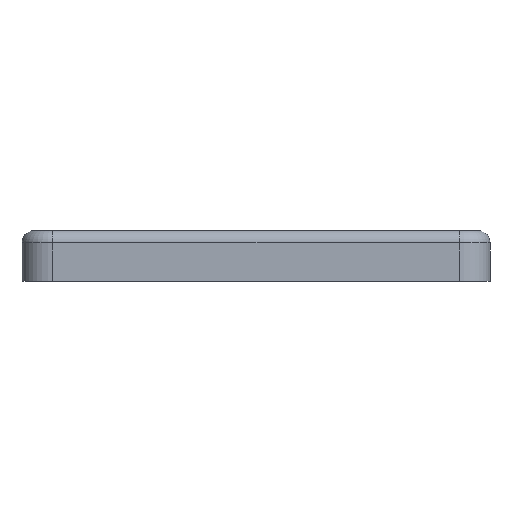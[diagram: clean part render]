
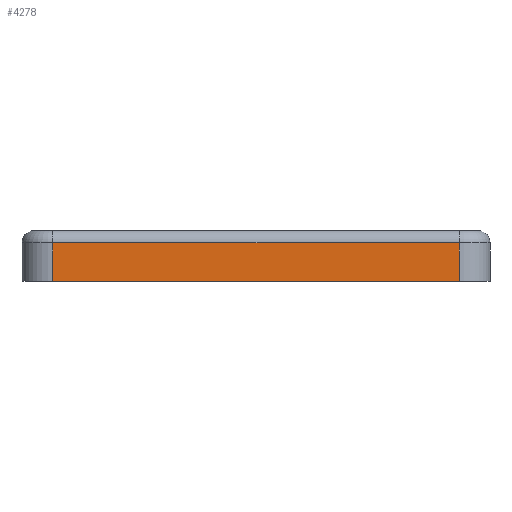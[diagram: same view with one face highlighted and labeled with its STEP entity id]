
A CAD part, left-side view. The second image highlights one B-rep face of the part: STEP entity #4278.
In plain terms, the highlighted planar face has unit normal (-1, 0, 0).
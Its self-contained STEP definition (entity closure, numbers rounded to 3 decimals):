
#1878 = CYLINDRICAL_SURFACE('',#1879,2.);
#1879 = AXIS2_PLACEMENT_3D('',#1880,#1881,#1882);
#1880 = CARTESIAN_POINT('',(-14.9,-13.15,0.));
#1881 = DIRECTION('',(-0.,-0.,-1.));
#1882 = DIRECTION('',(1.,0.,0.));
#1904 = PLANE('',#1905);
#1905 = AXIS2_PLACEMENT_3D('',#1906,#1907,#1908);
#1906 = CARTESIAN_POINT('',(0.,0.,0.)
  );
#1907 = DIRECTION('',(0.,0.,1.));
#1908 = DIRECTION('',(1.,0.,0.));
#2134 = CYLINDRICAL_SURFACE('',#2135,0.8);
#2135 = AXIS2_PLACEMENT_3D('',#2136,#2137,#2138);
#2136 = CARTESIAN_POINT('',(-16.1,-13.15,2.5));
#2137 = DIRECTION('',(0.,1.,0.));
#2138 = DIRECTION('',(-1.,0.,0.));
#2177 = VERTEX_POINT('',#2178);
#2178 = CARTESIAN_POINT('',(-16.9,-13.15,2.5));
#2281 = VERTEX_POINT('',#2282);
#2282 = CARTESIAN_POINT('',(-16.9,13.15,2.5));
#2321 = CYLINDRICAL_SURFACE('',#2322,2.);
#2322 = AXIS2_PLACEMENT_3D('',#2323,#2324,#2325);
#2323 = CARTESIAN_POINT('',(-14.9,13.15,0.));
#2324 = DIRECTION('',(-0.,-0.,-1.));
#2325 = DIRECTION('',(1.,0.,0.));
#3299 = EDGE_CURVE('',#3300,#3302,#3304,.T.);
#3300 = VERTEX_POINT('',#3301);
#3301 = CARTESIAN_POINT('',(-16.9,-13.15,0.));
#3302 = VERTEX_POINT('',#3303);
#3303 = CARTESIAN_POINT('',(-16.9,13.15,0.));
#3304 = SURFACE_CURVE('',#3305,(#3309,#3316),.PCURVE_S1.);
#3305 = LINE('',#3306,#3307);
#3306 = CARTESIAN_POINT('',(-16.9,-13.15,0.));
#3307 = VECTOR('',#3308,1.);
#3308 = DIRECTION('',(0.,1.,0.));
#3309 = PCURVE('',#1904,#3310);
#3310 = DEFINITIONAL_REPRESENTATION('',(#3311),#3315);
#3311 = LINE('',#3312,#3313);
#3312 = CARTESIAN_POINT('',(-16.9,-13.15));
#3313 = VECTOR('',#3314,1.);
#3314 = DIRECTION('',(0.,1.));
#3315 = ( GEOMETRIC_REPRESENTATION_CONTEXT(2) 
PARAMETRIC_REPRESENTATION_CONTEXT() REPRESENTATION_CONTEXT('2D SPACE',''
  ) );
#3316 = PCURVE('',#3317,#3322);
#3317 = PLANE('',#3318);
#3318 = AXIS2_PLACEMENT_3D('',#3319,#3320,#3321);
#3319 = CARTESIAN_POINT('',(-16.9,-13.15,0.));
#3320 = DIRECTION('',(-1.,0.,0.));
#3321 = DIRECTION('',(0.,1.,0.));
#3322 = DEFINITIONAL_REPRESENTATION('',(#3323),#3327);
#3323 = LINE('',#3324,#3325);
#3324 = CARTESIAN_POINT('',(0.,0.));
#3325 = VECTOR('',#3326,1.);
#3326 = DIRECTION('',(1.,0.));
#3327 = ( GEOMETRIC_REPRESENTATION_CONTEXT(2) 
PARAMETRIC_REPRESENTATION_CONTEXT() REPRESENTATION_CONTEXT('2D SPACE',''
  ) );
#3614 = EDGE_CURVE('',#3300,#2177,#3615,.T.);
#3615 = SURFACE_CURVE('',#3616,(#3620,#3627),.PCURVE_S1.);
#3616 = LINE('',#3617,#3618);
#3617 = CARTESIAN_POINT('',(-16.9,-13.15,0.));
#3618 = VECTOR('',#3619,1.);
#3619 = DIRECTION('',(0.,0.,1.));
#3620 = PCURVE('',#1878,#3621);
#3621 = DEFINITIONAL_REPRESENTATION('',(#3622),#3626);
#3622 = LINE('',#3623,#3624);
#3623 = CARTESIAN_POINT('',(-3.142,0.));
#3624 = VECTOR('',#3625,1.);
#3625 = DIRECTION('',(-0.,-1.));
#3626 = ( GEOMETRIC_REPRESENTATION_CONTEXT(2) 
PARAMETRIC_REPRESENTATION_CONTEXT() REPRESENTATION_CONTEXT('2D SPACE',''
  ) );
#3627 = PCURVE('',#3317,#3628);
#3628 = DEFINITIONAL_REPRESENTATION('',(#3629),#3633);
#3629 = LINE('',#3630,#3631);
#3630 = CARTESIAN_POINT('',(0.,0.));
#3631 = VECTOR('',#3632,1.);
#3632 = DIRECTION('',(0.,-1.));
#3633 = ( GEOMETRIC_REPRESENTATION_CONTEXT(2) 
PARAMETRIC_REPRESENTATION_CONTEXT() REPRESENTATION_CONTEXT('2D SPACE',''
  ) );
#3793 = EDGE_CURVE('',#2177,#2281,#3794,.T.);
#3794 = SURFACE_CURVE('',#3795,(#3799,#3806),.PCURVE_S1.);
#3795 = LINE('',#3796,#3797);
#3796 = CARTESIAN_POINT('',(-16.9,-13.15,2.5));
#3797 = VECTOR('',#3798,1.);
#3798 = DIRECTION('',(0.,1.,0.));
#3799 = PCURVE('',#2134,#3800);
#3800 = DEFINITIONAL_REPRESENTATION('',(#3801),#3805);
#3801 = LINE('',#3802,#3803);
#3802 = CARTESIAN_POINT('',(0.,0.));
#3803 = VECTOR('',#3804,1.);
#3804 = DIRECTION('',(0.,1.));
#3805 = ( GEOMETRIC_REPRESENTATION_CONTEXT(2) 
PARAMETRIC_REPRESENTATION_CONTEXT() REPRESENTATION_CONTEXT('2D SPACE',''
  ) );
#3806 = PCURVE('',#3317,#3807);
#3807 = DEFINITIONAL_REPRESENTATION('',(#3808),#3812);
#3808 = LINE('',#3809,#3810);
#3809 = CARTESIAN_POINT('',(0.,-2.5));
#3810 = VECTOR('',#3811,1.);
#3811 = DIRECTION('',(1.,0.));
#3812 = ( GEOMETRIC_REPRESENTATION_CONTEXT(2) 
PARAMETRIC_REPRESENTATION_CONTEXT() REPRESENTATION_CONTEXT('2D SPACE',''
  ) );
#3846 = EDGE_CURVE('',#3302,#2281,#3847,.T.);
#3847 = SURFACE_CURVE('',#3848,(#3852,#3859),.PCURVE_S1.);
#3848 = LINE('',#3849,#3850);
#3849 = CARTESIAN_POINT('',(-16.9,13.15,0.));
#3850 = VECTOR('',#3851,1.);
#3851 = DIRECTION('',(0.,0.,1.));
#3852 = PCURVE('',#2321,#3853);
#3853 = DEFINITIONAL_REPRESENTATION('',(#3854),#3858);
#3854 = LINE('',#3855,#3856);
#3855 = CARTESIAN_POINT('',(-3.142,0.));
#3856 = VECTOR('',#3857,1.);
#3857 = DIRECTION('',(-0.,-1.));
#3858 = ( GEOMETRIC_REPRESENTATION_CONTEXT(2) 
PARAMETRIC_REPRESENTATION_CONTEXT() REPRESENTATION_CONTEXT('2D SPACE',''
  ) );
#3859 = PCURVE('',#3317,#3860);
#3860 = DEFINITIONAL_REPRESENTATION('',(#3861),#3865);
#3861 = LINE('',#3862,#3863);
#3862 = CARTESIAN_POINT('',(26.3,0.));
#3863 = VECTOR('',#3864,1.);
#3864 = DIRECTION('',(0.,-1.));
#3865 = ( GEOMETRIC_REPRESENTATION_CONTEXT(2) 
PARAMETRIC_REPRESENTATION_CONTEXT() REPRESENTATION_CONTEXT('2D SPACE',''
  ) );
#4278 = ADVANCED_FACE('',(#4279),#3317,.T.);
#4279 = FACE_BOUND('',#4280,.T.);
#4280 = EDGE_LOOP('',(#4281,#4282,#4283,#4284));
#4281 = ORIENTED_EDGE('',*,*,#3614,.T.);
#4282 = ORIENTED_EDGE('',*,*,#3793,.T.);
#4283 = ORIENTED_EDGE('',*,*,#3846,.F.);
#4284 = ORIENTED_EDGE('',*,*,#3299,.F.);
